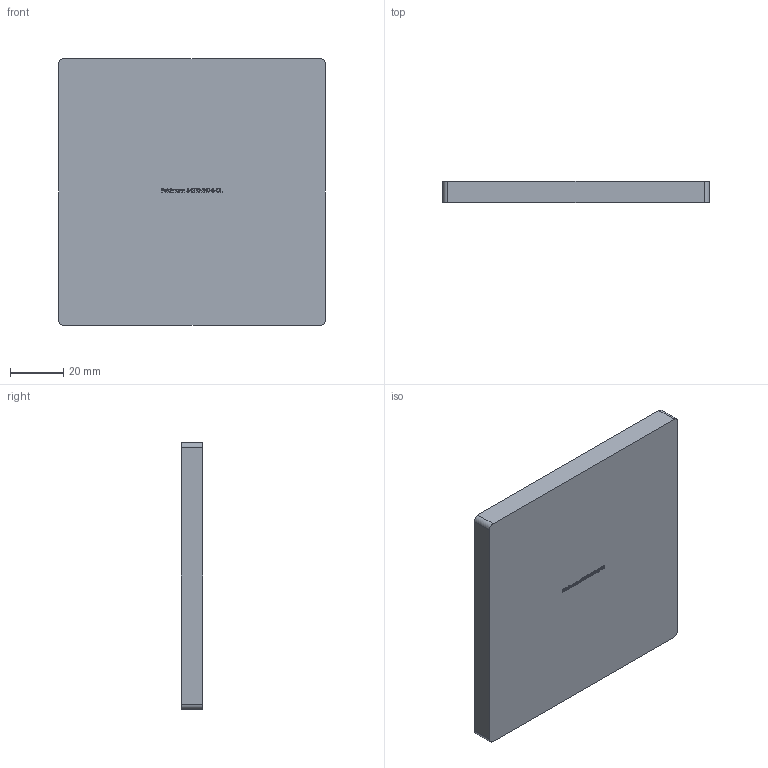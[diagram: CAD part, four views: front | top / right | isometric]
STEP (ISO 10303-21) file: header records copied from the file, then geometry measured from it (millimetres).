
FILE_DESCRIPTION (( 'STEP AP203' ), '1' );
FILE_NAME ('54210-240-8-OL.step', '2020-10-21T11:03:44', ( '' ), ( '' ), 'SwSTEP 2.0', 'SolidWorks 2018', '' );
FILE_SCHEMA (( 'CONFIG_CONTROL_DESIGN' ));
Length unit declared in the file: millimetre
Products named in the file (2): 54210-240-8-OL
Bounding box: 100 x 8 x 100 mm (x, y, z)
Volume: 79971.8 mm3; surface area: 23177.3 mm2
Topology: 1 solids, 1 shells, 275 faces, 723 edges, 482 vertices
Faces by surface type: plane 160, bspline 111, cylinder 4
Entity records: 15002 total; most frequent: CARTESIAN_POINT 8801, ORIENTED_EDGE 1446, DIRECTION 841, EDGE_CURVE 723, LINE 493, VECTOR 493, VERTEX_POINT 482, EDGE_LOOP 307
